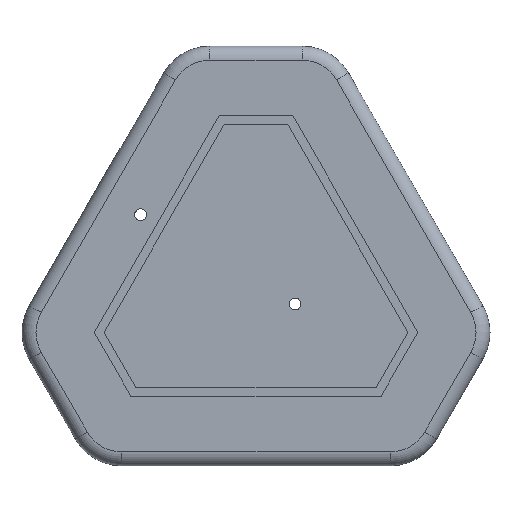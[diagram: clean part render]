
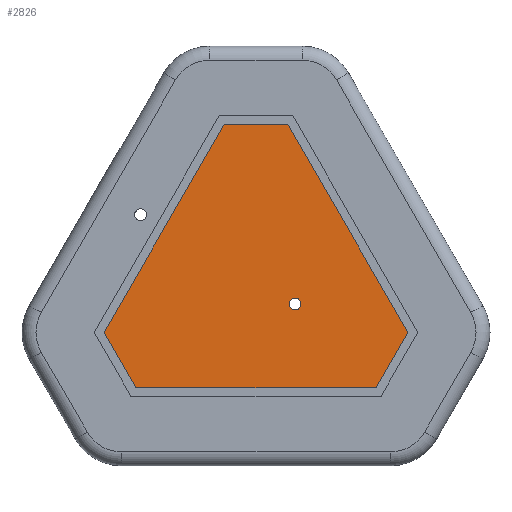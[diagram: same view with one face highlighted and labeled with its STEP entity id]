
A CAD part, front view. The second image highlights one B-rep face of the part: STEP entity #2826.
In plain terms, the highlighted planar face has unit normal (0, -1, 0).
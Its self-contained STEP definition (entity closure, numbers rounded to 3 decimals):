
#12 = CARTESIAN_POINT ( 'NONE',  ( -13.972, 0., 4.053 ) ) ;
#48 = CARTESIAN_POINT ( 'NONE',  ( -3.442, 0., 1.406 ) ) ;
#92 = CARTESIAN_POINT ( 'NONE',  ( -6.414, 0., -3.742 ) ) ;
#136 = VERTEX_POINT ( 'NONE', #485 ) ;
#152 = PLANE ( 'NONE',  #413 ) ;
#190 = VECTOR ( 'NONE', #2883, 1000. ) ;
#300 = LINE ( 'NONE', #48, #2336 ) ;
#314 = ORIENTED_EDGE ( 'NONE', *, *, #2349, .T. ) ;
#413 = AXIS2_PLACEMENT_3D ( 'NONE', #1199, #2516, #972 ) ;
#485 = CARTESIAN_POINT ( 'NONE',  ( -31.793, 0., 1.406 ) ) ;
#509 = CARTESIAN_POINT ( 'NONE',  ( -28.821, 0., -3.742 ) ) ;
#570 = EDGE_LOOP ( 'NONE', ( #802, #314, #779, #1039, #2737, #2474 ) ) ;
#630 = CIRCLE ( 'NONE', #2158, 0.55 ) ;
#631 = EDGE_CURVE ( 'NONE', #1694, #2512, #1714, .T. ) ;
#708 = CARTESIAN_POINT ( 'NONE',  ( -14.645, 0., 20.811 ) ) ;
#722 = CARTESIAN_POINT ( 'NONE',  ( -28.821, 0., -3.742 ) ) ;
#779 = ORIENTED_EDGE ( 'NONE', *, *, #2938, .T. ) ;
#802 = ORIENTED_EDGE ( 'NONE', *, *, #1541, .T. ) ;
#972 = DIRECTION ( 'NONE',  ( 0., 0., 1. ) ) ;
#1039 = ORIENTED_EDGE ( 'NONE', *, *, #2958, .T. ) ;
#1081 = EDGE_CURVE ( 'NONE', #2512, #1694, #630, .T. ) ;
#1144 = DIRECTION ( 'NONE',  ( 0.5, 0., 0.866 ) ) ;
#1191 = DIRECTION ( 'NONE',  ( -0.5, 0., -0.866 ) ) ;
#1199 = CARTESIAN_POINT ( 'NONE',  ( -21.918, 0., 23.111 ) ) ;
#1205 = EDGE_CURVE ( 'NONE', #2326, #1698, #2453, .T. ) ;
#1245 = CARTESIAN_POINT ( 'NONE',  ( -13.972, 0., 3.503 ) ) ;
#1249 = CARTESIAN_POINT ( 'NONE',  ( -20.59, 0., 20.811 ) ) ;
#1324 = CARTESIAN_POINT ( 'NONE',  ( -3.442, 0., 1.406 ) ) ;
#1537 = FACE_BOUND ( 'NONE', #2189, .T. ) ;
#1541 = EDGE_CURVE ( 'NONE', #1877, #2660, #2006, .T. ) ;
#1563 = CARTESIAN_POINT ( 'NONE',  ( -13.972, 0., 4.053 ) ) ;
#1694 = VERTEX_POINT ( 'NONE', #2629 ) ;
#1698 = VERTEX_POINT ( 'NONE', #1324 ) ;
#1714 = CIRCLE ( 'NONE', #2590, 0.55 ) ;
#1818 = DIRECTION ( 'NONE',  ( 0., 1., 0. ) ) ;
#1836 = VECTOR ( 'NONE', #1191, 1000. ) ;
#1838 = DIRECTION ( 'NONE',  ( 0., 1., 0. ) ) ;
#1859 = LINE ( 'NONE', #509, #2558 ) ;
#1877 = VERTEX_POINT ( 'NONE', #2701 ) ;
#2006 = LINE ( 'NONE', #708, #3154 ) ;
#2086 = LINE ( 'NONE', #2848, #190 ) ;
#2158 = AXIS2_PLACEMENT_3D ( 'NONE', #1563, #1838, #3169 ) ;
#2184 = CARTESIAN_POINT ( 'NONE',  ( -20.59, 0., 20.811 ) ) ;
#2189 = EDGE_LOOP ( 'NONE', ( #2331, #3059 ) ) ;
#2282 = DIRECTION ( 'NONE',  ( -1., 0., 0. ) ) ;
#2326 = VERTEX_POINT ( 'NONE', #2997 ) ;
#2331 = ORIENTED_EDGE ( 'NONE', *, *, #1081, .T. ) ;
#2336 = VECTOR ( 'NONE', #3374, 1000. ) ;
#2349 = EDGE_CURVE ( 'NONE', #2660, #136, #2505, .T. ) ;
#2351 = DIRECTION ( 'NONE',  ( 0., 0., 1. ) ) ;
#2453 = LINE ( 'NONE', #92, #2936 ) ;
#2474 = ORIENTED_EDGE ( 'NONE', *, *, #2567, .T. ) ;
#2491 = VERTEX_POINT ( 'NONE', #722 ) ;
#2505 = LINE ( 'NONE', #1249, #1836 ) ;
#2512 = VERTEX_POINT ( 'NONE', #1245 ) ;
#2516 = DIRECTION ( 'NONE',  ( 0., 1., 0. ) ) ;
#2558 = VECTOR ( 'NONE', #2899, 1000. ) ;
#2567 = EDGE_CURVE ( 'NONE', #1698, #1877, #300, .T. ) ;
#2590 = AXIS2_PLACEMENT_3D ( 'NONE', #12, #1818, #2351 ) ;
#2629 = CARTESIAN_POINT ( 'NONE',  ( -13.972, 0., 4.603 ) ) ;
#2660 = VERTEX_POINT ( 'NONE', #2184 ) ;
#2701 = CARTESIAN_POINT ( 'NONE',  ( -14.645, 0., 20.811 ) ) ;
#2737 = ORIENTED_EDGE ( 'NONE', *, *, #1205, .T. ) ;
#2826 = ADVANCED_FACE ( 'NONE', ( #1537, #3322 ), #152, .F. ) ;
#2848 = CARTESIAN_POINT ( 'NONE',  ( -31.793, 0., 1.406 ) ) ;
#2883 = DIRECTION ( 'NONE',  ( 0.5, 0., -0.866 ) ) ;
#2899 = DIRECTION ( 'NONE',  ( 1., 0., 0. ) ) ;
#2936 = VECTOR ( 'NONE', #1144, 1000. ) ;
#2938 = EDGE_CURVE ( 'NONE', #136, #2491, #2086, .T. ) ;
#2958 = EDGE_CURVE ( 'NONE', #2491, #2326, #1859, .T. ) ;
#2997 = CARTESIAN_POINT ( 'NONE',  ( -6.414, 0., -3.742 ) ) ;
#3059 = ORIENTED_EDGE ( 'NONE', *, *, #631, .T. ) ;
#3154 = VECTOR ( 'NONE', #2282, 1000. ) ;
#3169 = DIRECTION ( 'NONE',  ( 0., 0., 1. ) ) ;
#3322 = FACE_OUTER_BOUND ( 'NONE', #570, .T. ) ;
#3374 = DIRECTION ( 'NONE',  ( -0.5, 0., 0.866 ) ) ;
